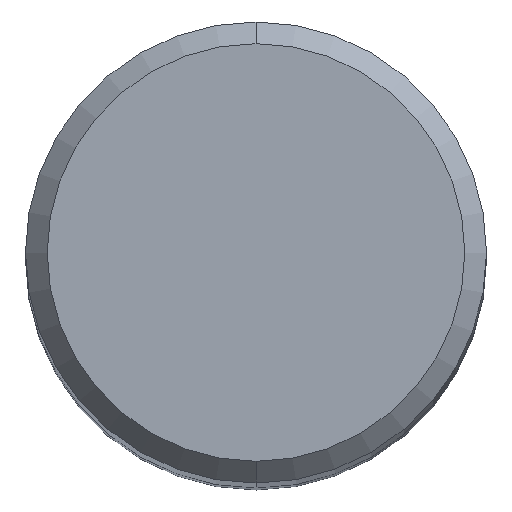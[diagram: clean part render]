
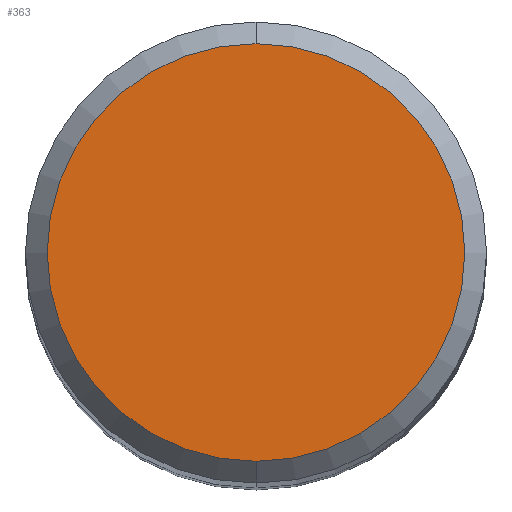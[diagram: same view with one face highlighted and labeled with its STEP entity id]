
A CAD part, top view. The second image highlights one B-rep face of the part: STEP entity #363.
In plain terms, the highlighted planar face has unit normal (0, 0, 1).
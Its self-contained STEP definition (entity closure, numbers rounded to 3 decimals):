
#279=EDGE_CURVE('',#335,#383,#564,.T.);
#335=VERTEX_POINT('',#625);
#363=ADVANCED_FACE('',(#656),#657,.T.);
#383=VERTEX_POINT('',#680);
#405=EDGE_CURVE('',#383,#335,#705,.T.);
#564=CIRCLE('',#1061,7.7);
#625=CARTESIAN_POINT('',(0.0,7.7,0.0));
#656=FACE_OUTER_BOUND('',#1246,.T.);
#657=PLANE('',#1247);
#680=CARTESIAN_POINT('',(0.,-7.7,0.0));
#705=CIRCLE('',#1342,7.7);
#1061=AXIS2_PLACEMENT_3D('',#1495,#1496,#1497);
#1246=EDGE_LOOP('',(#1593,#1594));
#1247=AXIS2_PLACEMENT_3D('',#1595,#1596,#1597);
#1342=AXIS2_PLACEMENT_3D('',#1675,#1676,#1677);
#1495=CARTESIAN_POINT('',(0.0,0.0,0.0));
#1496=DIRECTION('',(0.0,0.0,-1.0));
#1497=DIRECTION('',(0.0,1.0,0.0));
#1593=ORIENTED_EDGE('',*,*,#279,.F.);
#1594=ORIENTED_EDGE('',*,*,#405,.F.);
#1595=CARTESIAN_POINT('',(0.0,3.85,0.0));
#1596=DIRECTION('',(-0.0,0.0,1.0));
#1597=DIRECTION('',(0.0,-1.0,0.0));
#1675=CARTESIAN_POINT('',(0.0,0.0,0.0));
#1676=DIRECTION('',(0.0,0.0,-1.0));
#1677=DIRECTION('',(0.0,1.0,0.0));
